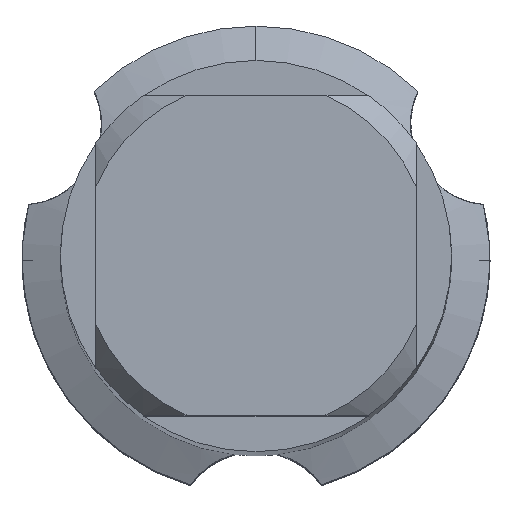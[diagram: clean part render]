
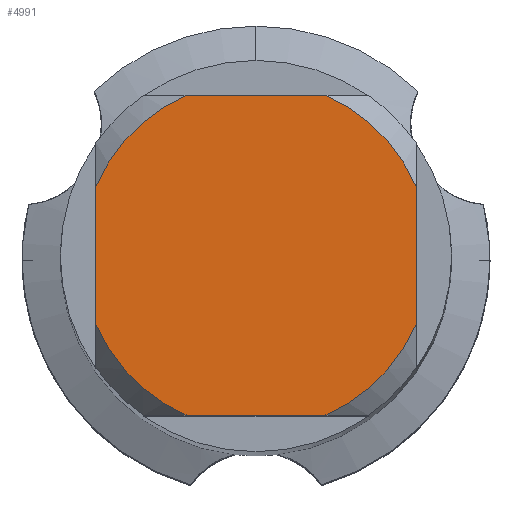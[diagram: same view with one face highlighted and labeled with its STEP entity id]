
A CAD part, top view. The second image highlights one B-rep face of the part: STEP entity #4991.
In plain terms, the highlighted planar face has unit normal (0, 0, 1).
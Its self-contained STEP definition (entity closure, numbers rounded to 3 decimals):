
#2495=EDGE_CURVE('',#5869,#3509,#6735,.T.);
#2745=VERTEX_POINT('',#7013);
#2901=EDGE_CURVE('',#5869,#5847,#7182,.T.);
#3509=VERTEX_POINT('',#7847);
#3673=EDGE_CURVE('',#6043,#5825,#8025,.T.);
#3799=VERTEX_POINT('',#8161);
#4295=EDGE_CURVE('',#3799,#3509,#8706,.T.);
#4805=EDGE_CURVE('',#2745,#5825,#9255,.T.);
#4991=ADVANCED_FACE('',(#9451),#9452,.T.);
#5777=VERTEX_POINT('',#10322);
#5825=VERTEX_POINT('',#10373);
#5837=EDGE_CURVE('',#3799,#5777,#10386,.T.);
#5847=VERTEX_POINT('',#10397);
#5869=VERTEX_POINT('',#10419);
#5891=EDGE_CURVE('',#2745,#5777,#10442,.T.);
#6043=VERTEX_POINT('',#10605);
#6045=EDGE_CURVE('',#6043,#5847,#10607,.T.);
#6735=CIRCLE('',#11632,4.9);
#7013=CARTESIAN_POINT('',(-1.939,-4.5,0.0));
#7182=LINE('',#12391,#12392);
#7847=CARTESIAN_POINT('',(4.5,1.939,0.0));
#8025=LINE('',#13913,#13914);
#8161=CARTESIAN_POINT('',(4.5,-1.939,0.0));
#8706=LINE('',#15197,#15198);
#9255=CIRCLE('',#16168,4.9);
#9451=FACE_OUTER_BOUND('',#16504,.T.);
#9452=PLANE('',#16505);
#10322=CARTESIAN_POINT('',(1.939,-4.5,0.0));
#10373=CARTESIAN_POINT('',(-4.5,-1.939,0.0));
#10386=CIRCLE('',#18052,4.9);
#10397=CARTESIAN_POINT('',(-1.939,4.5,0.0));
#10419=CARTESIAN_POINT('',(1.939,4.5,0.0));
#10442=LINE('',#18158,#18159);
#10605=CARTESIAN_POINT('',(-4.5,1.939,0.0));
#10607=CIRCLE('',#18444,4.9);
#11632=AXIS2_PLACEMENT_3D('',#19444,#19445,#19446);
#12391=CARTESIAN_POINT('',(0.0,4.5,0.0));
#12392=VECTOR('',#19929,1.0);
#13913=CARTESIAN_POINT('',(-4.5,1.225,0.0));
#13914=VECTOR('',#20820,1.0);
#15197=CARTESIAN_POINT('',(4.5,1.225,0.0));
#15198=VECTOR('',#21582,1.0);
#16168=AXIS2_PLACEMENT_3D('',#22390,#22391,#22392);
#16504=EDGE_LOOP('',(#22561,#22562,#22563,#22564,#22565,#22566,#22567,#22568));
#16505=AXIS2_PLACEMENT_3D('',#22569,#22570,#22571);
#18052=AXIS2_PLACEMENT_3D('',#23733,#23734,#23735);
#18158=CARTESIAN_POINT('',(0.0,-4.5,0.0));
#18159=VECTOR('',#23779,1.0);
#18444=AXIS2_PLACEMENT_3D('',#23939,#23940,#23941);
#19444=CARTESIAN_POINT('',(0.0,0.0,0.0));
#19445=DIRECTION('',(0.0,0.0,-1.0));
#19446=DIRECTION('',(0.0,1.0,0.0));
#19929=DIRECTION('',(-1.0,0.0,0.0));
#20820=DIRECTION('',(-0.0,-1.0,0.0));
#21582=DIRECTION('',(-0.0,1.0,0.0));
#22390=CARTESIAN_POINT('',(0.0,0.0,0.0));
#22391=DIRECTION('',(0.0,0.0,-1.0));
#22392=DIRECTION('',(0.0,1.0,0.0));
#22561=ORIENTED_EDGE('',*,*,#3673,.T.);
#22562=ORIENTED_EDGE('',*,*,#4805,.F.);
#22563=ORIENTED_EDGE('',*,*,#5891,.T.);
#22564=ORIENTED_EDGE('',*,*,#5837,.F.);
#22565=ORIENTED_EDGE('',*,*,#4295,.T.);
#22566=ORIENTED_EDGE('',*,*,#2495,.F.);
#22567=ORIENTED_EDGE('',*,*,#2901,.T.);
#22568=ORIENTED_EDGE('',*,*,#6045,.F.);
#22569=CARTESIAN_POINT('',(0.0,2.45,0.0));
#22570=DIRECTION('',(-0.0,0.0,1.0));
#22571=DIRECTION('',(0.0,-1.0,0.0));
#23733=CARTESIAN_POINT('',(0.0,0.0,0.0));
#23734=DIRECTION('',(0.0,0.0,-1.0));
#23735=DIRECTION('',(0.0,1.0,0.0));
#23779=DIRECTION('',(1.0,0.0,0.0));
#23939=CARTESIAN_POINT('',(0.0,0.0,0.0));
#23940=DIRECTION('',(0.0,0.0,-1.0));
#23941=DIRECTION('',(0.0,1.0,0.0));
